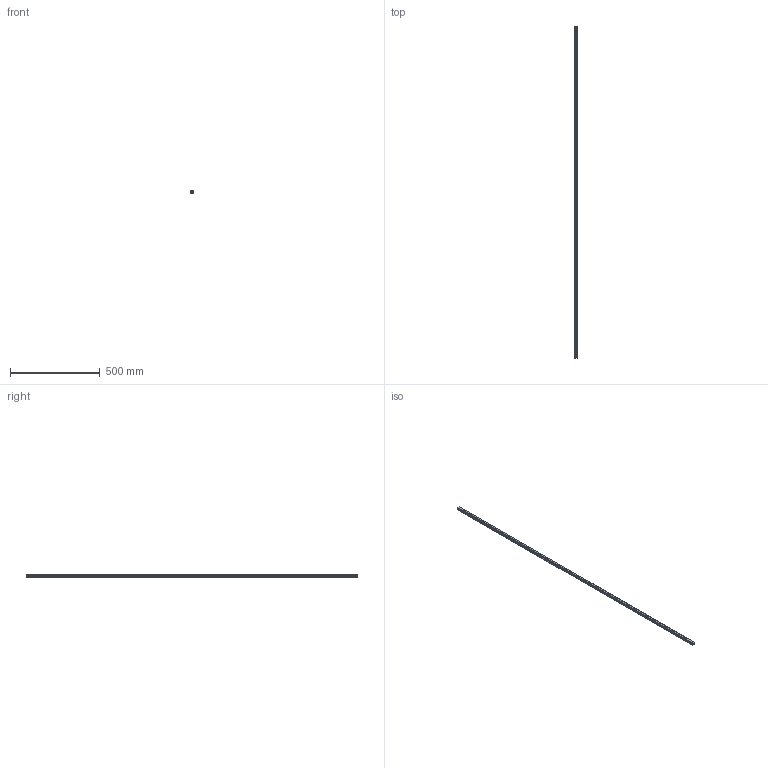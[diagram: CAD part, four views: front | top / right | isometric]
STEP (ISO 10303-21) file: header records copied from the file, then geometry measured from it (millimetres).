
FILE_DESCRIPTION(('STEP AP214'),'1');
FILE_NAME('cctmp_B854C939-C536-4010-B43B-E1379863C39A_2021_01_19_13_05_14_0198..stp','2021-01-19T12:05:14',('HIWIN GmbH'),('CADClick - www.CADClick.com'),'Spatial InterOp 3D',' ','unknown authorization');
FILE_SCHEMA(('AUTOMOTIVE_DESIGN'));
Length unit declared in the file: millimetre
Products named in the file (1): HGR15T1850C_FILE
Bounding box: 15 x 1850 x 15 mm (x, y, z)
Volume: 347246.7 mm3; surface area: 117511 mm2
Topology: 1 solids, 1 shells, 239 faces, 637 edges, 373 vertices
Faces by surface type: plane 89, cylinder 88, cone 62
Entity records: 8873 total; most frequent: DIRECTION 1231, CARTESIAN_POINT 1188, ORIENTED_EDGE 1150, EDGE_CURVE 575, AXIS2_PLACEMENT_3D 416, LINE 399, VECTOR 399, VERTEX_POINT 373
